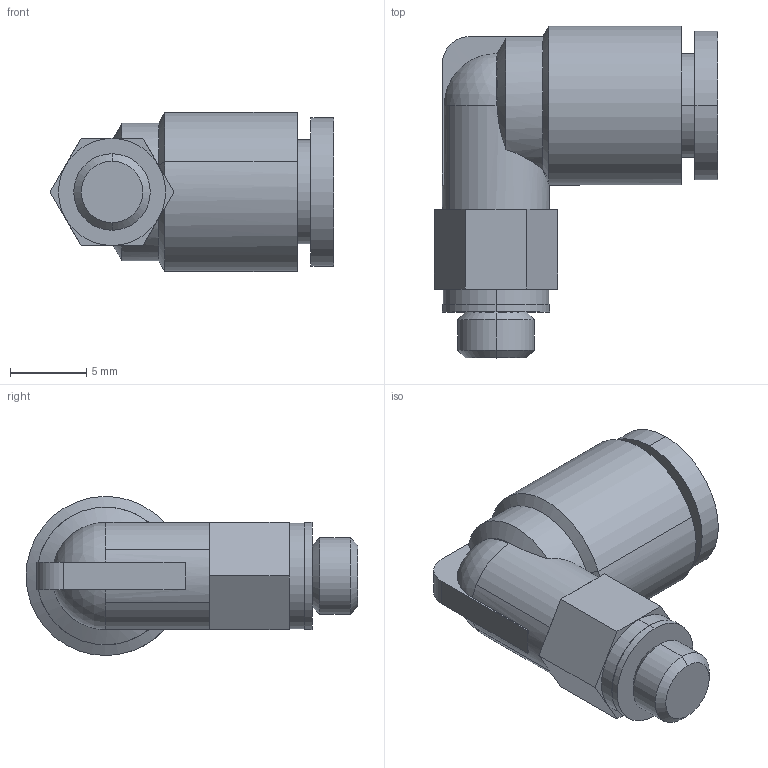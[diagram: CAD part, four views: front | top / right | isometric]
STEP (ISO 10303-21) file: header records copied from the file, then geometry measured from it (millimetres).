
FILE_DESCRIPTION(/* description */ ('VariCAD 2020-1.12 AP-214'),/* implementation_level */ '2;1');
FILE_NAME(/* name */ 'M5-6mm_Winkel_Steckverschraubung.stp',/* time_stamp */ '2020-10-04T11:48:46+01:00',/* author */ (''),/* organization */ (''),/* preprocessor_version */ 'VariCAD 2020-1.12',/* originating_system */ 'VariCAD 2020-1.12; kernel version (20180118)',/* authorisation */ '');
FILE_SCHEMA(('AUTOMOTIVE_DESIGN'));
Length unit declared in the file: millimetre
Products named in the file (2): M5-6mm_Winkel_Steckverschraubung; M5-6mm Winkel Steckverschraubung
Assembly tree (1 placements, depth 2):
  M5-6mm_Winkel_Steckverschraubung
    M5-6mm Winkel Steckverschraubung
Bounding box: 18.54 x 21.7 x 10.4 mm (x, y, z)
Volume: 1290.6 mm3; surface area: 1275.9 mm2
Topology: 1 solids, 1 shells, 57 faces, 132 edges, 83 vertices
Faces by surface type: plane 26, cylinder 21, cone 8, sphere 2
Entity records: 1733 total; most frequent: CARTESIAN_POINT 366, DIRECTION 293, ORIENTED_EDGE 264, EDGE_CURVE 132, AXIS2_PLACEMENT_3D 116, VERTEX_POINT 83, EDGE_LOOP 63, LINE 61
